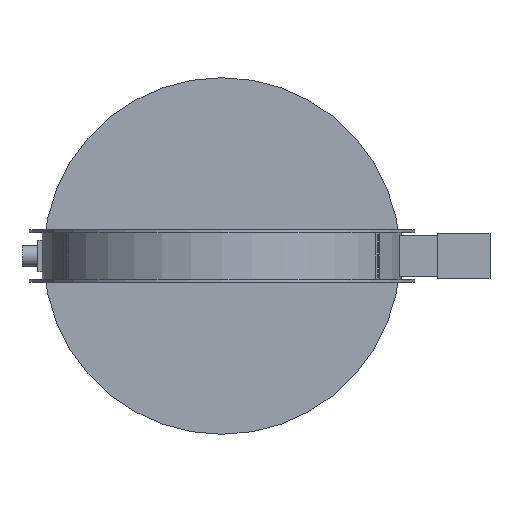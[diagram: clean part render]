
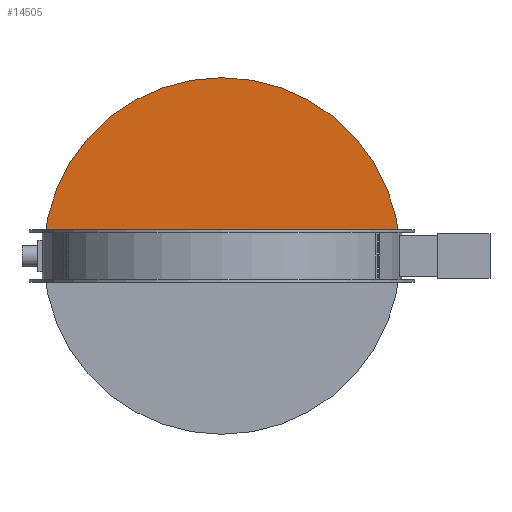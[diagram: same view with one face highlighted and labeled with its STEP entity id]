
A CAD part, front view. The second image highlights one B-rep face of the part: STEP entity #14505.
In plain terms, the highlighted planar face has unit normal (0, -1, 0).
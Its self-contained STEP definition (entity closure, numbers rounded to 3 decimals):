
#242=CIRCLE('',#15203,850.);
#1030=PLANE('',#15202);
#1646=FACE_OUTER_BOUND('',#2536,.T.);
#2536=EDGE_LOOP('',(#12359,#12360));
#3973=LINE('',#24735,#5358);
#5358=VECTOR('',#17681,10.);
#7044=VERTEX_POINT('',#24733);
#7045=VERTEX_POINT('',#24734);
#8869=EDGE_CURVE('',#7044,#7045,#3973,.T.);
#8870=EDGE_CURVE('',#7044,#7045,#242,.T.);
#12359=ORIENTED_EDGE('',*,*,#8869,.F.);
#12360=ORIENTED_EDGE('',*,*,#8870,.T.);
#14505=ADVANCED_FACE('',(#1646),#1030,.T.);
#15202=AXIS2_PLACEMENT_3D('',#24732,#17679,#17680);
#15203=AXIS2_PLACEMENT_3D('',#24736,#17682,#17683);
#17679=DIRECTION('center_axis',(0.,-1.,0.));
#17680=DIRECTION('ref_axis',(0.,0.,-1.));
#17681=DIRECTION('',(-1.,0.,0.));
#17682=DIRECTION('center_axis',(0.,-1.,0.));
#17683=DIRECTION('ref_axis',(1.,0.,0.));
#24732=CARTESIAN_POINT('Origin',(0.,-4.,0.));
#24733=CARTESIAN_POINT('',(849.289,-4.,34.771));
#24734=CARTESIAN_POINT('',(-849.289,-4.,34.771));
#24735=CARTESIAN_POINT('',(1144.,-4.,34.771));
#24736=CARTESIAN_POINT('Origin',(0.,-4.,0.));
